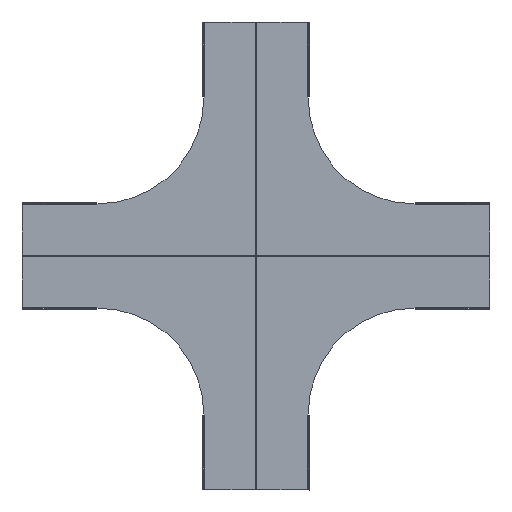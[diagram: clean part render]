
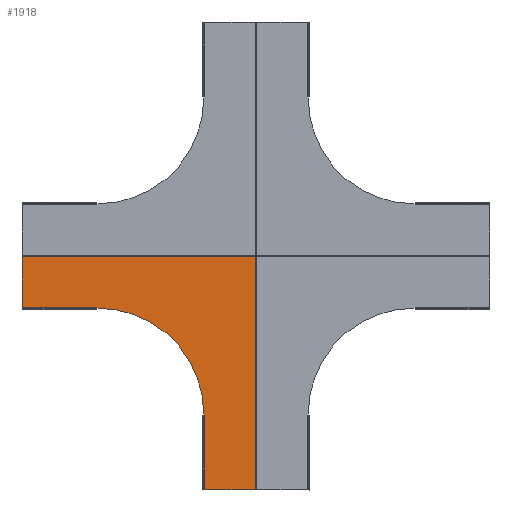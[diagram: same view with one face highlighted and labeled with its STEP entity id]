
A CAD part, top view. The second image highlights one B-rep face of the part: STEP entity #1918.
In plain terms, the highlighted face is planar.
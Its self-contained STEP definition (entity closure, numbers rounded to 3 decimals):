
#4 = CARTESIAN_POINT ( 'NONE',  ( -450., -1.2, -149. ) ) ;
#21 = CARTESIAN_POINT ( 'NONE',  ( -1.391, -1.2, -1.615 ) ) ;
#27 = CARTESIAN_POINT ( 'NONE',  ( -667., -1.2, -149. ) ) ;
#114 = CARTESIAN_POINT ( 'NONE',  ( -1.924, -1.2, -1.909 ) ) ;
#146 = CARTESIAN_POINT ( 'NONE',  ( -667., -1.2, -2.2 ) ) ;
#149 = VECTOR ( 'NONE', #448, 1000. ) ;
#183 = CARTESIAN_POINT ( 'NONE',  ( -1.2, -1.2, -1.555 ) ) ;
#187 = LINE ( 'NONE', #350, #2323 ) ;
#188 = VECTOR ( 'NONE', #2687, 1000. ) ;
#193 = LINE ( 'NONE', #2771, #2696 ) ;
#194 = EDGE_CURVE ( 'NONE', #2647, #2614, #1885, .T. ) ;
#198 = CARTESIAN_POINT ( 'NONE',  ( -1.909, -1.2, -1.924 ) ) ;
#214 = EDGE_CURVE ( 'NONE', #1835, #1969, #1229, .T. ) ;
#226 = CARTESIAN_POINT ( 'NONE',  ( -1.2, -1.2, -1.555 ) ) ;
#232 = ORIENTED_EDGE ( 'NONE', *, *, #2342, .F. ) ;
#244 = VERTEX_POINT ( 'NONE', #2435 ) ;
#256 = CARTESIAN_POINT ( 'NONE',  ( -450., -1.2, -667. ) ) ;
#265 = LINE ( 'NONE', #2294, #2502 ) ;
#270 = ORIENTED_EDGE ( 'NONE', *, *, #351, .F. ) ;
#346 = CARTESIAN_POINT ( 'NONE',  ( -1.2, -1.2, 0. ) ) ;
#350 = CARTESIAN_POINT ( 'NONE',  ( -667., -1.2, -149. ) ) ;
#351 = EDGE_CURVE ( 'NONE', #749, #1566, #265, .T. ) ;
#356 = LINE ( 'NONE', #256, #1417 ) ;
#366 = CARTESIAN_POINT ( 'NONE',  ( -667., -1.2, -149. ) ) ;
#389 = LINE ( 'NONE', #346, #2218 ) ;
#397 = ORIENTED_EDGE ( 'NONE', *, *, #868, .T. ) ;
#429 = LINE ( 'NONE', #1832, #2569 ) ;
#432 = VERTEX_POINT ( 'NONE', #183 ) ;
#448 = DIRECTION ( 'NONE',  ( 0., 0., 1. ) ) ;
#470 = CARTESIAN_POINT ( 'NONE',  ( -149., -1.2, -450. ) ) ;
#482 = CARTESIAN_POINT ( 'NONE',  ( -450., -1.2, 450. ) ) ;
#541 = CARTESIAN_POINT ( 'NONE',  ( -455., -1.2, -150. ) ) ;
#547 = AXIS2_PLACEMENT_3D ( 'NONE', #2484, #1631, #2052 ) ;
#549 = DIRECTION ( 'NONE',  ( -1., 0., 0. ) ) ;
#585 = VECTOR ( 'NONE', #873, 1000. ) ;
#590 = EDGE_CURVE ( 'NONE', #1566, #2576, #911, .T. ) ;
#622 = LINE ( 'NONE', #1735, #585 ) ;
#650 = VECTOR ( 'NONE', #1515, 1000. ) ;
#674 = DIRECTION ( 'NONE',  ( 0., -1., 0. ) ) ;
#676 = DIRECTION ( 'NONE',  ( -1., 0., 0. ) ) ;
#689 = EDGE_LOOP ( 'NONE', ( #2099, #913, #2507, #1300, #1267, #397, #894, #2438, #2578, #232, #2175, #270, #2682, #1831, #2710, #2468, #1467 ) ) ;
#711 = VECTOR ( 'NONE', #2688, 1000. ) ;
#716 = VECTOR ( 'NONE', #765, 1000. ) ;
#749 = VERTEX_POINT ( 'NONE', #4 ) ;
#765 = DIRECTION ( 'NONE',  ( 0., 0., -1. ) ) ;
#868 = EDGE_CURVE ( 'NONE', #2614, #1329, #429, .T. ) ;
#873 = DIRECTION ( 'NONE',  ( -1., 0., 0. ) ) ;
#894 = ORIENTED_EDGE ( 'NONE', *, *, #2208, .F. ) ;
#904 = LINE ( 'NONE', #1385, #188 ) ;
#906 = LINE ( 'NONE', #2601, #2396 ) ;
#911 = LINE ( 'NONE', #2513, #716 ) ;
#913 = ORIENTED_EDGE ( 'NONE', *, *, #1101, .T. ) ;
#969 = DIRECTION ( 'NONE',  ( 0., 0., 1. ) ) ;
#1033 = CARTESIAN_POINT ( 'NONE',  ( -2.2, -1.2, -667. ) ) ;
#1060 = VERTEX_POINT ( 'NONE', #146 ) ;
#1085 = VERTEX_POINT ( 'NONE', #1700 ) ;
#1088 = VECTOR ( 'NONE', #549, 1000. ) ;
#1101 = EDGE_CURVE ( 'NONE', #1835, #244, #193, .T. ) ;
#1166 = CARTESIAN_POINT ( 'NONE',  ( -149., -1.2, -667. ) ) ;
#1172 = CARTESIAN_POINT ( 'NONE',  ( -149., -1.2, -450. ) ) ;
#1182 = CARTESIAN_POINT ( 'NONE',  ( -455., -1.2, -149. ) ) ;
#1185 = CARTESIAN_POINT ( 'NONE',  ( -1.555, -1.2, -1.2 ) ) ;
#1208 = DIRECTION ( 'NONE',  ( -1., 0., 0. ) ) ;
#1227 = VERTEX_POINT ( 'NONE', #1480 ) ;
#1229 = LINE ( 'NONE', #1166, #1088 ) ;
#1267 = ORIENTED_EDGE ( 'NONE', *, *, #194, .T. ) ;
#1278 = EDGE_CURVE ( 'NONE', #1085, #1904, #906, .T. ) ;
#1300 = ORIENTED_EDGE ( 'NONE', *, *, #1785, .F. ) ;
#1313 = EDGE_CURVE ( 'NONE', #1969, #1085, #356, .T. ) ;
#1329 = VERTEX_POINT ( 'NONE', #1759 ) ;
#1385 = CARTESIAN_POINT ( 'NONE',  ( -667., -1.2, 450. ) ) ;
#1417 = VECTOR ( 'NONE', #676, 1000. ) ;
#1438 = CARTESIAN_POINT ( 'NONE',  ( -2.2, -1.2, -2.2 ) ) ;
#1452 = B_SPLINE_CURVE_WITH_KNOTS ( 'NONE', 3,
 ( #2559, #2122, #198, #1718, #21, #226 ),
 .UNSPECIFIED., .F., .F.,
 ( 4, 2, 4 ),
 ( 0.001, 0.002, 0.002 ),
 .UNSPECIFIED. ) ;
#1467 = ORIENTED_EDGE ( 'NONE', *, *, #1313, .F. ) ;
#1480 = CARTESIAN_POINT ( 'NONE',  ( -149., -1.2, -455. ) ) ;
#1515 = DIRECTION ( 'NONE',  ( -1., 0., 0. ) ) ;
#1520 = DIRECTION ( 'NONE',  ( 0., 0., 1. ) ) ;
#1549 = CARTESIAN_POINT ( 'NONE',  ( -667., -1.2, -150. ) ) ;
#1560 = EDGE_CURVE ( 'NONE', #1227, #1913, #2453, .T. ) ;
#1566 = VERTEX_POINT ( 'NONE', #1182 ) ;
#1575 = DIRECTION ( 'NONE',  ( -1., 0., 0. ) ) ;
#1595 = EDGE_CURVE ( 'NONE', #244, #432, #389, .T. ) ;
#1612 = CARTESIAN_POINT ( 'NONE',  ( -1.555, -1.2, -1.2 ) ) ;
#1631 = DIRECTION ( 'NONE',  ( 0., -1., 0. ) ) ;
#1682 = DIRECTION ( 'NONE',  ( 1., 0., 0. ) ) ;
#1700 = CARTESIAN_POINT ( 'NONE',  ( -150., -1.2, -667. ) ) ;
#1718 = CARTESIAN_POINT ( 'NONE',  ( -1.577, -1.2, -1.701 ) ) ;
#1735 = CARTESIAN_POINT ( 'NONE',  ( -149., -1.2, -455. ) ) ;
#1759 = CARTESIAN_POINT ( 'NONE',  ( -667., -1.2, -1.2 ) ) ;
#1785 = EDGE_CURVE ( 'NONE', #2647, #432, #1452, .T. ) ;
#1831 = ORIENTED_EDGE ( 'NONE', *, *, #1560, .F. ) ;
#1832 = CARTESIAN_POINT ( 'NONE',  ( 0., -1.2, -1.2 ) ) ;
#1835 = VERTEX_POINT ( 'NONE', #1033 ) ;
#1843 = DIRECTION ( 'NONE',  ( 0., 0., -1. ) ) ;
#1854 = FACE_OUTER_BOUND ( 'NONE', #689, .T. ) ;
#1885 = B_SPLINE_CURVE_WITH_KNOTS ( 'NONE', 3,
 ( #2007, #2664, #114, #2443, #2244, #1185 ),
 .UNSPECIFIED., .F., .F.,
 ( 4, 2, 4 ),
 ( 0.001, 0.002, 0.002 ),
 .UNSPECIFIED. ) ;
#1891 = CIRCLE ( 'NONE', #547, 301. ) ;
#1904 = VERTEX_POINT ( 'NONE', #2545 ) ;
#1913 = VERTEX_POINT ( 'NONE', #470 ) ;
#1918 = ADVANCED_FACE ( 'NONE', ( #1854 ), #1975, .T. ) ;
#1969 = VERTEX_POINT ( 'NONE', #2398 ) ;
#1975 = PLANE ( 'NONE',  #1981 ) ;
#1981 = AXIS2_PLACEMENT_3D ( 'NONE', #482, #674, #2599 ) ;
#1995 = VERTEX_POINT ( 'NONE', #1549 ) ;
#2007 = CARTESIAN_POINT ( 'NONE',  ( -2.2, -1.2, -2.2 ) ) ;
#2052 = DIRECTION ( 'NONE',  ( 0., 0., 1. ) ) ;
#2099 = ORIENTED_EDGE ( 'NONE', *, *, #214, .F. ) ;
#2122 = CARTESIAN_POINT ( 'NONE',  ( -2.057, -1.2, -2.058 ) ) ;
#2157 = EDGE_CURVE ( 'NONE', #1913, #749, #1891, .T. ) ;
#2175 = ORIENTED_EDGE ( 'NONE', *, *, #590, .F. ) ;
#2208 = EDGE_CURVE ( 'NONE', #1060, #1329, #904, .T. ) ;
#2218 = VECTOR ( 'NONE', #969, 1000. ) ;
#2244 = CARTESIAN_POINT ( 'NONE',  ( -1.615, -1.2, -1.391 ) ) ;
#2294 = CARTESIAN_POINT ( 'NONE',  ( -450., -1.2, -149. ) ) ;
#2323 = VECTOR ( 'NONE', #1843, 1000. ) ;
#2342 = EDGE_CURVE ( 'NONE', #2576, #1995, #2359, .T. ) ;
#2359 = LINE ( 'NONE', #2360, #650 ) ;
#2360 = CARTESIAN_POINT ( 'NONE',  ( -450., -1.2, -150. ) ) ;
#2393 = EDGE_CURVE ( 'NONE', #2738, #1060, #2486, .T. ) ;
#2396 = VECTOR ( 'NONE', #1520, 1000. ) ;
#2398 = CARTESIAN_POINT ( 'NONE',  ( -149., -1.2, -667. ) ) ;
#2435 = CARTESIAN_POINT ( 'NONE',  ( -1.2, -1.2, -667. ) ) ;
#2438 = ORIENTED_EDGE ( 'NONE', *, *, #2393, .F. ) ;
#2443 = CARTESIAN_POINT ( 'NONE',  ( -1.701, -1.2, -1.577 ) ) ;
#2446 = EDGE_CURVE ( 'NONE', #1227, #1904, #622, .T. ) ;
#2453 = LINE ( 'NONE', #1172, #711 ) ;
#2468 = ORIENTED_EDGE ( 'NONE', *, *, #1278, .F. ) ;
#2484 = CARTESIAN_POINT ( 'NONE',  ( -450., -1.2, -450. ) ) ;
#2486 = LINE ( 'NONE', #27, #149 ) ;
#2502 = VECTOR ( 'NONE', #1208, 1000. ) ;
#2507 = ORIENTED_EDGE ( 'NONE', *, *, #1595, .T. ) ;
#2513 = CARTESIAN_POINT ( 'NONE',  ( -455., -1.2, 450. ) ) ;
#2545 = CARTESIAN_POINT ( 'NONE',  ( -150., -1.2, -455. ) ) ;
#2559 = CARTESIAN_POINT ( 'NONE',  ( -2.2, -1.2, -2.2 ) ) ;
#2569 = VECTOR ( 'NONE', #1575, 1000. ) ;
#2576 = VERTEX_POINT ( 'NONE', #541 ) ;
#2578 = ORIENTED_EDGE ( 'NONE', *, *, #2694, .T. ) ;
#2599 = DIRECTION ( 'NONE',  ( 0., 0., -1. ) ) ;
#2601 = CARTESIAN_POINT ( 'NONE',  ( -150., -1.2, 450. ) ) ;
#2614 = VERTEX_POINT ( 'NONE', #1612 ) ;
#2647 = VERTEX_POINT ( 'NONE', #1438 ) ;
#2664 = CARTESIAN_POINT ( 'NONE',  ( -2.058, -1.2, -2.057 ) ) ;
#2682 = ORIENTED_EDGE ( 'NONE', *, *, #2157, .F. ) ;
#2687 = DIRECTION ( 'NONE',  ( 0., 0., 1. ) ) ;
#2688 = DIRECTION ( 'NONE',  ( 0., 0., 1. ) ) ;
#2694 = EDGE_CURVE ( 'NONE', #2738, #1995, #187, .T. ) ;
#2696 = VECTOR ( 'NONE', #1682, 1000. ) ;
#2710 = ORIENTED_EDGE ( 'NONE', *, *, #2446, .T. ) ;
#2738 = VERTEX_POINT ( 'NONE', #366 ) ;
#2771 = CARTESIAN_POINT ( 'NONE',  ( -2.2, -1.2, -667. ) ) ;
